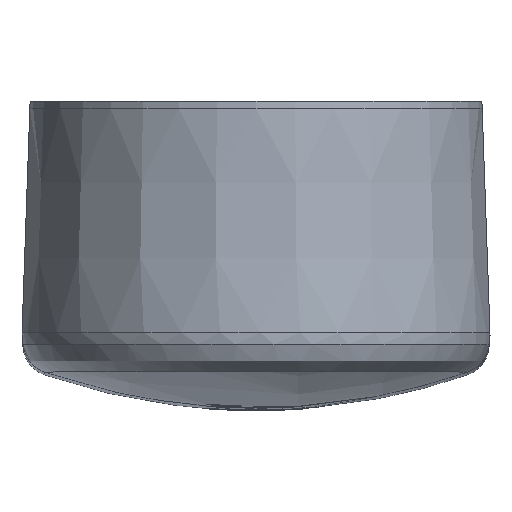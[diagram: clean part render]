
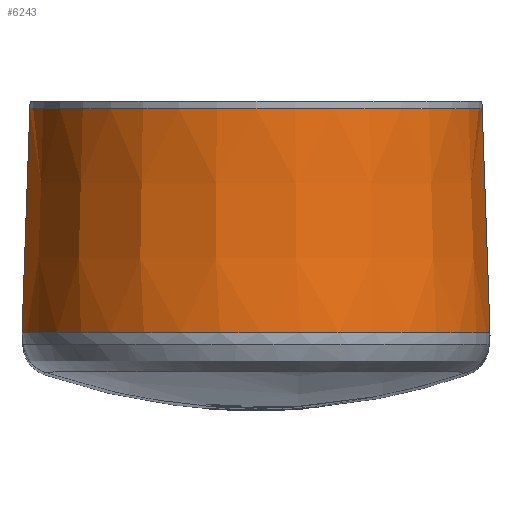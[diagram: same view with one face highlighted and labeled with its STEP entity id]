
A CAD part, top view. The second image highlights one B-rep face of the part: STEP entity #6243.
In plain terms, the highlighted conical face has half-angle 2 degrees and reference radius 63.5 mm.
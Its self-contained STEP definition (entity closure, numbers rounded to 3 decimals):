
#366 = CARTESIAN_POINT ( 'NONE',  ( 65.586, -145.75, 709. ) ) ;
#474 = CARTESIAN_POINT ( 'NONE',  ( 59.116, -151., 738.146 ) ) ;
#588 = CARTESIAN_POINT ( 'NONE',  ( 17.053, -151., 772.666 ) ) ;
#1080 = CARTESIAN_POINT ( 'NONE',  ( -59.116, -151., 738.146 ) ) ;
#2462 = CARTESIAN_POINT ( 'NONE',  ( 63.57, -88., 709. ) ) ;
#3091 = B_SPLINE_CURVE_WITH_KNOTS ( 'NONE', 3,
 ( #32759, #16159, #16271, #17020 ),
 .UNSPECIFIED., .F., .F.,
 ( 4, 4 ),
 ( 0., 1. ),
 .UNSPECIFIED. ) ;
#3291 = CARTESIAN_POINT ( 'NONE',  ( 57.077, -151., 741.961 ) ) ;
#3303 = CARTESIAN_POINT ( 'NONE',  ( 64.303, -109., 709. ) ) ;
#3526 = CARTESIAN_POINT ( 'NONE',  ( -62.411, -151., 730.192 ) ) ;
#3638 = CARTESIAN_POINT ( 'NONE',  ( -40.119, -151., 761.294 ) ) ;
#3652 = CARTESIAN_POINT ( 'NONE',  ( 65.77, -151., 709. ) ) ;
#4634 = CONICAL_SURFACE ( 'NONE', #23552, 63.5, 0.035 ) ;
#4881 = EDGE_CURVE ( 'NONE', #10172, #20109, #34976, .T. ) ;
#6085 = CARTESIAN_POINT ( 'NONE',  ( 65.036, -130., 709. ) ) ;
#6243 = ADVANCED_FACE ( 'NONE', ( #30655 ), #4634, .T. ) ;
#6312 = CARTESIAN_POINT ( 'NONE',  ( -21.192, -151., 771.411 ) ) ;
#6334 = EDGE_CURVE ( 'NONE', #10172, #29566, #24162, .T. ) ;
#6552 = CARTESIAN_POINT ( 'NONE',  ( -65.346, -151., 717.609 ) ) ;
#6657 = CARTESIAN_POINT ( 'NONE',  ( 0., -88., 709. ) ) ;
#8836 = CARTESIAN_POINT ( 'NONE',  ( 43.462, -151., 758.55 ) ) ;
#9189 = CARTESIAN_POINT ( 'NONE',  ( -32.961, -151., 766.077 ) ) ;
#9310 = CARTESIAN_POINT ( 'NONE',  ( -57.077, -151., 741.961 ) ) ;
#9432 = EDGE_CURVE ( 'NONE', #29566, #20341, #3091, .T. ) ;
#10172 = VERTEX_POINT ( 'NONE', #2462 ) ;
#12010 = CARTESIAN_POINT ( 'NONE',  ( -17.053, -151., 772.666 ) ) ;
#13956 = CARTESIAN_POINT ( 'NONE',  ( 65.77, -151., 713.305 ) ) ;
#14239 = CARTESIAN_POINT ( 'NONE',  ( 65.77, -151., 709. ) ) ;
#14428 = CARTESIAN_POINT ( 'NONE',  ( -65.77, -151., 713.305 ) ) ;
#14541 = CARTESIAN_POINT ( 'NONE',  ( -49.55, -151., 752.462 ) ) ;
#14556 = CARTESIAN_POINT ( 'NONE',  ( 63.936, -98.5, 709. ) ) ;
#14761 = DIRECTION ( 'NONE',  ( 0., 0., -1. ) ) ;
#15185 = ORIENTED_EDGE ( 'NONE', *, *, #6334, .T. ) ;
#15375 = ORIENTED_EDGE ( 'NONE', *, *, #35714, .F. ) ;
#16159 = CARTESIAN_POINT ( 'NONE',  ( -64.303, -109., 709. ) ) ;
#16271 = CARTESIAN_POINT ( 'NONE',  ( -65.037, -130., 709. ) ) ;
#16857 = CARTESIAN_POINT ( 'NONE',  ( 65.311, -137.875, 709. ) ) ;
#16981 = CARTESIAN_POINT ( 'NONE',  ( 65.403, -140.5, 709. ) ) ;
#17020 = CARTESIAN_POINT ( 'NONE',  ( -65.77, -151., 709. ) ) ;
#17095 = CARTESIAN_POINT ( 'NONE',  ( 63.57, -88., 709. ) ) ;
#17558 = CARTESIAN_POINT ( 'NONE',  ( 40.119, -151., 761.294 ) ) ;
#17679 = CARTESIAN_POINT ( 'NONE',  ( -29.146, -151., 768.116 ) ) ;
#18431 = CARTESIAN_POINT ( 'NONE',  ( -65.77, -151., 709. ) ) ;
#18486 = DIRECTION ( 'NONE',  ( 0., -1., 0. ) ) ;
#18906 = ORIENTED_EDGE ( 'NONE', *, *, #9432, .T. ) ;
#19493 = DIRECTION ( 'NONE',  ( -1., 0., 0. ) ) ;
#19557 = CARTESIAN_POINT ( 'NONE',  ( 0., -86., 709. ) ) ;
#20109 = VERTEX_POINT ( 'NONE', #14239 ) ;
#20341 = VERTEX_POINT ( 'NONE', #18431 ) ;
#20491 = CARTESIAN_POINT ( 'NONE',  ( -63.666, -151., 726.053 ) ) ;
#21212 = EDGE_LOOP ( 'NONE', ( #21831, #15185, #18906, #15375 ) ) ;
#21831 = ORIENTED_EDGE ( 'NONE', *, *, #4881, .F. ) ;
#22690 = CARTESIAN_POINT ( 'NONE',  ( 52.294, -151., 749.119 ) ) ;
#22701 = CARTESIAN_POINT ( 'NONE',  ( 64.853, -124.75, 709. ) ) ;
#23043 = CARTESIAN_POINT ( 'NONE',  ( -52.294, -151., 749.119 ) ) ;
#23552 = AXIS2_PLACEMENT_3D ( 'NONE', #19557, #18486, #19493 ) ;
#24162 = CIRCLE ( 'NONE', #30489, 63.57 ) ;
#25458 = CARTESIAN_POINT ( 'NONE',  ( 49.55, -151., 752.462 ) ) ;
#25586 = CARTESIAN_POINT ( 'NONE',  ( 32.961, -151., 766.077 ) ) ;
#25811 = CARTESIAN_POINT ( 'NONE',  ( -8.609, -151., 774.346 ) ) ;
#26261 = DIRECTION ( 'NONE',  ( 0., -1., 0. ) ) ;
#26767 = B_SPLINE_CURVE_WITH_KNOTS ( 'NONE', 3,
 ( #30537, #13956, #30909, #28001, #33708, #474, #3291, #22690, #25458, #8836, #17558, #25586, #28610, #28241, #588, #34059, #31493, #34291, #25811, #12010, #6312, #17679, #9189, #3638, #31023, #14541, #23043, #9310, #1080, #3526, #20491, #6552, #14428, #33824 ),
 .UNSPECIFIED., .F., .F.,
 ( 4, 2, 2, 2, 2, 2, 2, 2, 2, 2, 2, 2, 2, 2, 2, 2, 4 ),
 ( 0., 0.063, 0.125, 0.188, 0.25, 0.313, 0.375, 0.438, 0.5, 0.563, 0.625, 0.688, 0.75, 0.813, 0.875, 0.938, 1. ),
 .UNSPECIFIED. ) ;
#28001 = CARTESIAN_POINT ( 'NONE',  ( 63.666, -151., 726.053 ) ) ;
#28241 = CARTESIAN_POINT ( 'NONE',  ( 21.192, -151., 771.411 ) ) ;
#28256 = CARTESIAN_POINT ( 'NONE',  ( 65.679, -148.374, 708.999 ) ) ;
#28610 = CARTESIAN_POINT ( 'NONE',  ( 29.146, -151., 768.116 ) ) ;
#29450 = CARTESIAN_POINT ( 'NONE',  ( -63.57, -88., 709. ) ) ;
#29566 = VERTEX_POINT ( 'NONE', #29450 ) ;
#30489 = AXIS2_PLACEMENT_3D ( 'NONE', #6657, #26261, #14761 ) ;
#30537 = CARTESIAN_POINT ( 'NONE',  ( 65.77, -151., 709. ) ) ;
#30655 = FACE_OUTER_BOUND ( 'NONE', #21212, .T. ) ;
#30909 = CARTESIAN_POINT ( 'NONE',  ( 65.346, -151., 717.609 ) ) ;
#31023 = CARTESIAN_POINT ( 'NONE',  ( -43.462, -151., 758.55 ) ) ;
#31493 = CARTESIAN_POINT ( 'NONE',  ( 4.305, -151., 774.77 ) ) ;
#32759 = CARTESIAN_POINT ( 'NONE',  ( -63.57, -88., 709. ) ) ;
#33708 = CARTESIAN_POINT ( 'NONE',  ( 62.411, -151., 730.192 ) ) ;
#33824 = CARTESIAN_POINT ( 'NONE',  ( -65.77, -151., 709. ) ) ;
#34059 = CARTESIAN_POINT ( 'NONE',  ( 8.609, -151., 774.346 ) ) ;
#34291 = CARTESIAN_POINT ( 'NONE',  ( -4.305, -151., 774.77 ) ) ;
#34976 = B_SPLINE_CURVE_WITH_KNOTS ( 'NONE', 3,
 ( #17095, #14556, #3303, #22701, #6085, #16857, #16981, #366, #28256, #3652 ),
 .UNSPECIFIED., .F., .F.,
 ( 4, 2, 2, 2, 4 ),
 ( 0., 0.5, 0.75, 0.875, 1. ),
 .UNSPECIFIED. ) ;
#35714 = EDGE_CURVE ( 'NONE', #20109, #20341, #26767, .T. ) ;
